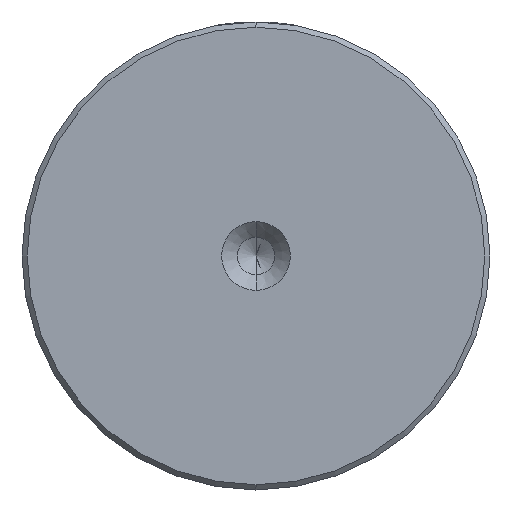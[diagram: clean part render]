
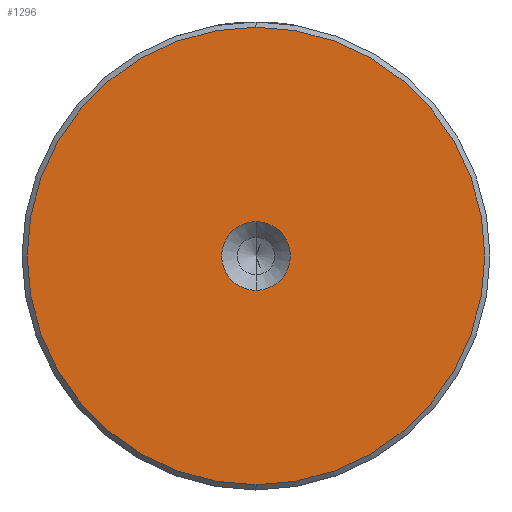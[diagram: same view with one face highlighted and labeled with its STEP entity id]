
A CAD part, left-side view. The second image highlights one B-rep face of the part: STEP entity #1296.
In plain terms, the highlighted planar face has unit normal (-1, 0, 0).
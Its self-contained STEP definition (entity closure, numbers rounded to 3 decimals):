
#19 = CARTESIAN_POINT ( 'NONE',  ( 0., 0., 0. ) ) ;
#73 = VERTEX_POINT ( 'NONE', #133 ) ;
#133 = CARTESIAN_POINT ( 'NONE',  ( 0., 0., -22. ) ) ;
#137 = EDGE_LOOP ( 'NONE', ( #1618, #436 ) ) ;
#169 = CARTESIAN_POINT ( 'NONE',  ( 0., 0., -3.3 ) ) ;
#208 = VERTEX_POINT ( 'NONE', #169 ) ;
#217 = DIRECTION ( 'NONE',  ( 0., 0., 1. ) ) ;
#222 = CARTESIAN_POINT ( 'NONE',  ( 0., 0., 0. ) ) ;
#235 = PLANE ( 'NONE',  #1249 ) ;
#404 = DIRECTION ( 'NONE',  ( 0., 0., 1. ) ) ;
#436 = ORIENTED_EDGE ( 'NONE', *, *, #638, .T. ) ;
#561 = AXIS2_PLACEMENT_3D ( 'NONE', #222, #1467, #404 ) ;
#590 = EDGE_CURVE ( 'NONE', #73, #1175, #2115, .T. ) ;
#601 = AXIS2_PLACEMENT_3D ( 'NONE', #1997, #2003, #1814 ) ;
#638 = EDGE_CURVE ( 'NONE', #1175, #73, #949, .T. ) ;
#797 = CARTESIAN_POINT ( 'NONE',  ( 0., 0., 0. ) ) ;
#822 = FACE_OUTER_BOUND ( 'NONE', #137, .T. ) ;
#938 = CIRCLE ( 'NONE', #2236, 3.3 ) ;
#949 = CIRCLE ( 'NONE', #1315, 22. ) ;
#985 = DIRECTION ( 'NONE',  ( -1., 0., 0. ) ) ;
#1175 = VERTEX_POINT ( 'NONE', #2001 ) ;
#1179 = ORIENTED_EDGE ( 'NONE', *, *, #1188, .F. ) ;
#1188 = EDGE_CURVE ( 'NONE', #2011, #208, #938, .T. ) ;
#1249 = AXIS2_PLACEMENT_3D ( 'NONE', #797, #985, #2213 ) ;
#1291 = DIRECTION ( 'NONE',  ( -1., 0., 0. ) ) ;
#1296 = ADVANCED_FACE ( 'NONE', ( #822, #2175 ), #235, .T. ) ;
#1315 = AXIS2_PLACEMENT_3D ( 'NONE', #1873, #1864, #1855 ) ;
#1467 = DIRECTION ( 'NONE',  ( -1., 0., 0. ) ) ;
#1509 = EDGE_LOOP ( 'NONE', ( #1179, #2328 ) ) ;
#1528 = CARTESIAN_POINT ( 'NONE',  ( 0., 0., 3.3 ) ) ;
#1618 = ORIENTED_EDGE ( 'NONE', *, *, #590, .T. ) ;
#1696 = EDGE_CURVE ( 'NONE', #208, #2011, #1866, .T. ) ;
#1814 = DIRECTION ( 'NONE',  ( 0., 0., 1. ) ) ;
#1855 = DIRECTION ( 'NONE',  ( 0., 0., 1. ) ) ;
#1864 = DIRECTION ( 'NONE',  ( -1., 0., 0. ) ) ;
#1866 = CIRCLE ( 'NONE', #561, 3.3 ) ;
#1873 = CARTESIAN_POINT ( 'NONE',  ( 0., 0., 0. ) ) ;
#1997 = CARTESIAN_POINT ( 'NONE',  ( 0., 0., 0. ) ) ;
#2001 = CARTESIAN_POINT ( 'NONE',  ( 0., 0., 22. ) ) ;
#2003 = DIRECTION ( 'NONE',  ( -1., 0., 0. ) ) ;
#2011 = VERTEX_POINT ( 'NONE', #1528 ) ;
#2115 = CIRCLE ( 'NONE', #601, 22. ) ;
#2175 = FACE_BOUND ( 'NONE', #1509, .T. ) ;
#2213 = DIRECTION ( 'NONE',  ( 0., 0., 1. ) ) ;
#2236 = AXIS2_PLACEMENT_3D ( 'NONE', #19, #1291, #217 ) ;
#2328 = ORIENTED_EDGE ( 'NONE', *, *, #1696, .F. ) ;
